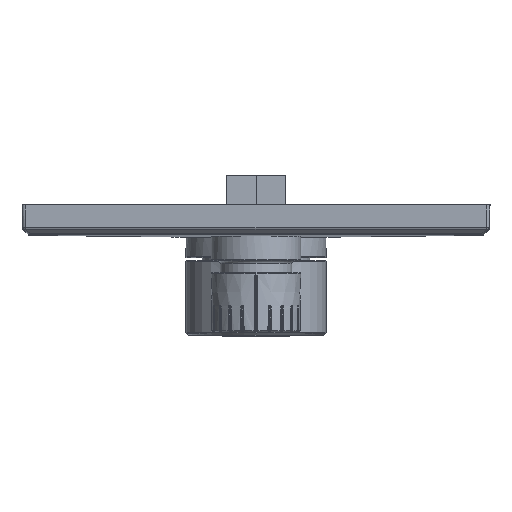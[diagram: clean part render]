
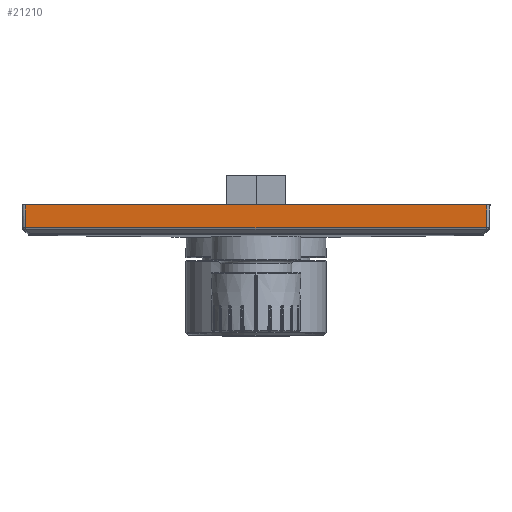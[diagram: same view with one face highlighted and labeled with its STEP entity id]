
A CAD part, top view. The second image highlights one B-rep face of the part: STEP entity #21210.
In plain terms, the highlighted planar face has unit normal (0, -0.035, 0.999).
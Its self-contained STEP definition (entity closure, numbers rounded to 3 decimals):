
#6274=DIRECTION('',(1.,0.,0.));
#6275=VECTOR('',#6274,154.471);
#6276=CARTESIAN_POINT('',(-77.235,-7.597,
78.235));
#6277=LINE('',#6276,#6275);
#6278=DIRECTION('',(-0.035,0.999,0.035));
#6279=VECTOR('',#6278,7.607);
#6280=CARTESIAN_POINT('',(-77.235,-7.597,
78.235));
#6281=LINE('',#6280,#6279);
#6282=DIRECTION('',(-1.,0.,0.));
#6283=VECTOR('',#6282,155.001);
#6284=CARTESIAN_POINT('',(77.501,0.,78.5));
#6285=LINE('',#6284,#6283);
#6286=DIRECTION('',(0.035,0.999,0.035));
#6287=VECTOR('',#6286,7.607);
#6288=CARTESIAN_POINT('',(77.235,-7.597,78.235));
#6289=LINE('',#6288,#6287);
#7445=CARTESIAN_POINT('',(-77.235,-7.597,
78.235));
#7447=VERTEX_POINT('',#7445);
#7452=CARTESIAN_POINT('',(77.235,-7.597,78.235));
#7453=VERTEX_POINT('',#7452);
#7471=CARTESIAN_POINT('',(77.501,0.,78.5));
#7472=VERTEX_POINT('',#7471);
#7473=CARTESIAN_POINT('',(-77.501,0.,78.5));
#7474=VERTEX_POINT('',#7473);
#21196=CARTESIAN_POINT('',(81.3,0.,78.5));
#21197=DIRECTION('',(0.,-0.035,0.999));
#21198=DIRECTION('',(1.,0.,0.));
#21199=AXIS2_PLACEMENT_3D('',#21196,#21197,#21198);
#21200=PLANE('',#21199);
#21202=ORIENTED_EDGE('',*,*,#21201,.F.);
#21204=ORIENTED_EDGE('',*,*,#21203,.T.);
#21206=ORIENTED_EDGE('',*,*,#21205,.F.);
#21207=ORIENTED_EDGE('',*,*,#21180,.F.);
#21208=EDGE_LOOP('',(#21202,#21204,#21206,#21207));
#21209=FACE_OUTER_BOUND('',#21208,.F.);
#21180=EDGE_CURVE('',#7453,#7472,#6289,.T.);
#21201=EDGE_CURVE('',#7447,#7453,#6277,.T.);
#21203=EDGE_CURVE('',#7447,#7474,#6281,.T.);
#21205=EDGE_CURVE('',#7472,#7474,#6285,.T.);
#21210=ADVANCED_FACE('',(#21209),#21200,.T.);
